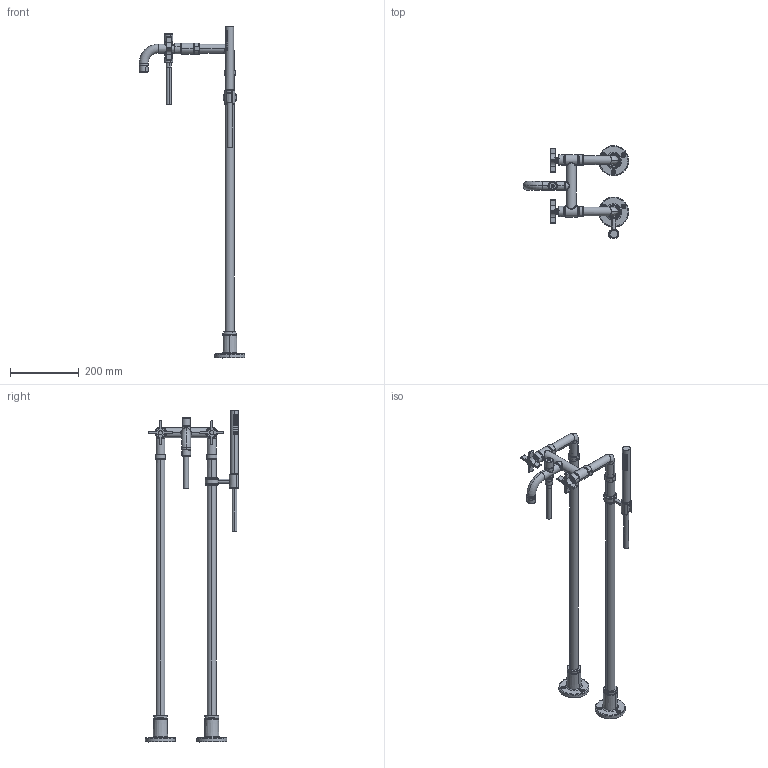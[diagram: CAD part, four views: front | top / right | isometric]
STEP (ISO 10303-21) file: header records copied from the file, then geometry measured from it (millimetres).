
FILE_DESCRIPTION(('CATIA V5 STEP Exchange','CAx-IF Rec.Pracs.--- Model Styling and Organization---1.5--- 2016-08-15','CAx-IF Rec.Pracs.---Supplemental Geometry---1.0---2011-11-01','CAx-IF Rec.Pracs.--- Composite Materials ---3.4---2017-06-13','CAx-IF Rec.Pracs.---Tessellated 3D Geometry---1.0---2015-12-17'),'2;1');
FILE_NAME('GS004200.stp','2023-02-03T13:30:53+00:00',('none'),('none'),'CATIA Version 5-6 Release 2020 SP2','CATIA V5 STEP AP242 v2','none');
FILE_SCHEMA(('AP242_MANAGED_MODEL_BASED_3D_ENGINEERING_MIM_LF {1 0 10303 442 1 1 4}'));
Length unit declared in the file: millimetre
Products named in the file (1): Product2_AllCATPart
Bounding box: 307.97 x 272.1 x 969.08 mm (x, y, z)
Volume: 907144.5 mm3; surface area: 487466.3 mm2
Topology: 40 solids, 102 shells, 2128 faces, 5982 edges, 4028 vertices
Faces by surface type: cylinder 881, plane 597, cone 301, extrusion 164, torus 147, bspline 30, revolution 8
Entity records: 79674 total; most frequent: CARTESIAN_POINT 28927, ORIENTED_EDGE 11603, DIRECTION 6961, EDGE_CURVE 5964, VERTEX_POINT 4028, AXIS2_PLACEMENT_3D 3260, VECTOR 2638, LINE 2474
